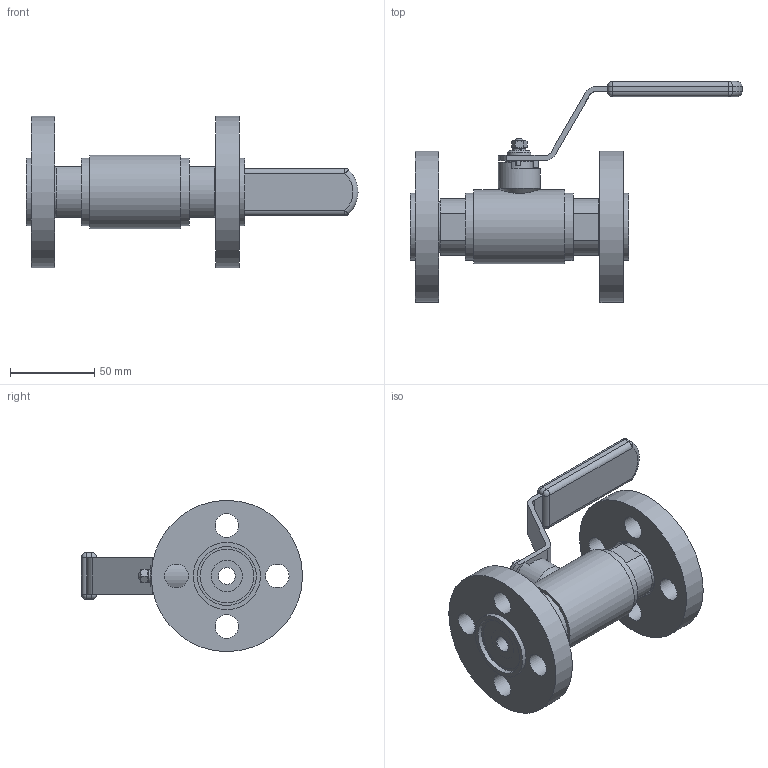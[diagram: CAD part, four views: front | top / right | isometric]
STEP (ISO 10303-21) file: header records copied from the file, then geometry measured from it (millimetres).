
FILE_DESCRIPTION(('STEP AP203'), '1');
FILE_NAME('埡39.010.010.000', '', ('UNSPECIFIED'), ('UNSPECIFIED'), 'ASCON STEP Converter 1.3', 'ASCON Math Kernel', '');
FILE_SCHEMA(('CONFIG_CONTROL_DESIGN'));
Length unit declared in the file: millimetre
Products named in the file (23): 埡39.010.010.000捘; 埡39 010 015 001; ﾔﾁﾑ94 008 02 006; ﾔﾁﾑ94 034 02 002; ﾔﾁﾑ94 008 02 0007; ﾔﾁﾑ94 034 02 005; 埡39 210 015 002; 埡39 210 015 001; 埡39 210 015 015; 埡39 230 015 061; 埡39 410 015 014 
Assembly tree (25 placements, depth 3):
  埡39.010.010.000捘
    (unnamed)
      (unnamed)
      (unnamed)
    埡39 010 015 001
    ﾔﾁﾑ94 008 02 006
    ﾔﾁﾑ94 034 02 002
    ﾔﾁﾑ94 008 02 0007
    ﾔﾁﾑ94 034 02 005
    埡39 210 015 002  x2
    埡39 210 015 001  x2
    埡39 210 015 015
    (unnamed)
      埡39 230 015 061
      (unnamed)
    埡39 410 015 014 
    (unnamed)
    (unnamed)
    (unnamed)  x2
      (unnamed)
      (unnamed)
      (unnamed)
    (unnamed)
Bounding box: 197.5 x 131.5 x 90 mm (x, y, z)
Volume: 301412.3 mm3; surface area: 112642.8 mm2
Topology: 26 solids, 26 shells, 318 faces, 653 edges, 403 vertices
Faces by surface type: plane 146, cylinder 114, cone 41, sphere 9, torus 8
Full cylindrical faces by diameter (mm): 3.8 x1, 4.134 x1, 5 x1, 5.5 x1, 7.8 x1, 10 x7, 11 x5, 12 x1, 14 x9, 14.5 x1, 15 x4, 16 x1, 17 x3, 18 x1, 24 x4, 25 x1, 26 x2, 30 x3, 30.8 x2, 31 x2, 32 x4, 33 x8, 33.7 x2, 34 x2, 35 x2, 38 x4, 40 x6, 44 x1, 90 x2
Entity records: 10933 total; most frequent: CARTESIAN_POINT 2201, DIRECTION 1226, ORIENTED_EDGE 888, AXIS2_PLACEMENT_3D 531, EDGE_CURVE 444, EDGE_LOOP 414, VERTEX_POINT 336, SURFACE_SIDE_STYLE 272
